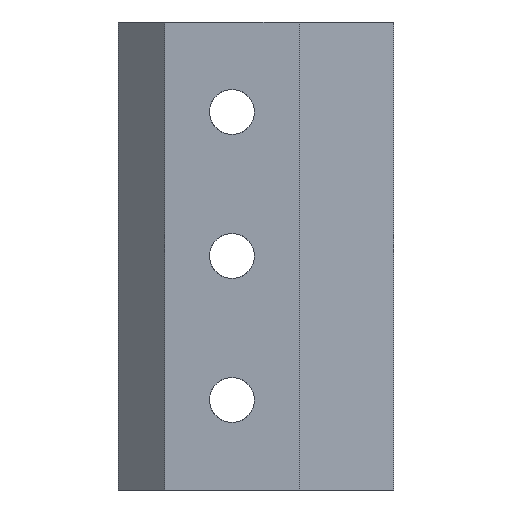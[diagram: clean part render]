
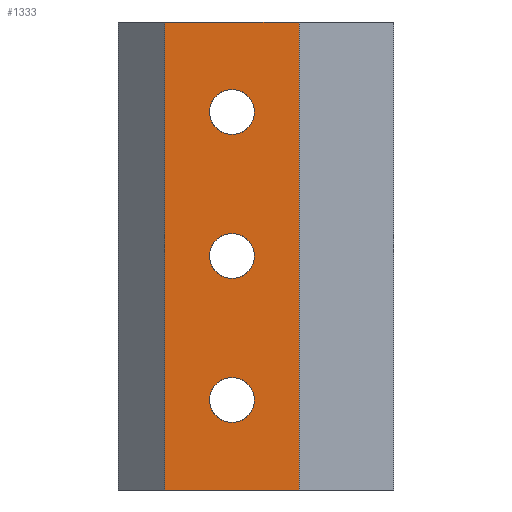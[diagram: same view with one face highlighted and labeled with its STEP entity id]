
A CAD part, front view. The second image highlights one B-rep face of the part: STEP entity #1333.
In plain terms, the highlighted planar face has unit normal (0, -1, 0).
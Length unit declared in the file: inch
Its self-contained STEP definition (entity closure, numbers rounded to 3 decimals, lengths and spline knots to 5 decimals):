
#6 = CIRCLE ( 'NONE', #540, 0.07813 ) ;
#19 = ORIENTED_EDGE ( 'NONE', *, *, #1316, .T. ) ;
#38 = CARTESIAN_POINT ( 'NONE',  ( 0., -0.5625, 0.3125 ) ) ;
#41 = EDGE_CURVE ( 'NONE', #1589, #1615, #468, .T. ) ;
#42 = DIRECTION ( 'NONE',  ( 0., 1., 0. ) ) ;
#46 = DIRECTION ( 'NONE',  ( 0., 1., 0. ) ) ;
#106 = DIRECTION ( 'NONE',  ( 0., 1., 0. ) ) ;
#132 = CARTESIAN_POINT ( 'NONE',  ( 0., -0.5625, 0.8125 ) ) ;
#160 = CARTESIAN_POINT ( 'NONE',  ( 0., -0.5625, 0.8125 ) ) ;
#170 = ORIENTED_EDGE ( 'NONE', *, *, #566, .F. ) ;
#171 = DIRECTION ( 'NONE',  ( 0., 1., 0. ) ) ;
#185 = LINE ( 'NONE', #836, #1473 ) ;
#223 = DIRECTION ( 'NONE',  ( -1., 0., 0. ) ) ;
#224 = DIRECTION ( 'NONE',  ( 1., 0., 0. ) ) ;
#226 = CARTESIAN_POINT ( 'NONE',  ( 0.233, -0.5625, 0. ) ) ;
#256 = EDGE_CURVE ( 'NONE', #1630, #1028, #1175, .T. ) ;
#257 = CARTESIAN_POINT ( 'NONE',  ( 0., -0.5625, 1.23438 ) ) ;
#264 = FACE_BOUND ( 'NONE', #1618, .T. ) ;
#296 = DIRECTION ( 'NONE',  ( 0., 0., 1. ) ) ;
#303 = CARTESIAN_POINT ( 'NONE',  ( -0.233, -0.5625, 1.62504 ) ) ;
#328 = DIRECTION ( 'NONE',  ( 0., 0., -1. ) ) ;
#372 = CARTESIAN_POINT ( 'NONE',  ( -0.5625, -0.5625, 1.125 ) ) ;
#394 = CARTESIAN_POINT ( 'NONE',  ( -0.233, -0.5625, 0. ) ) ;
#403 = EDGE_LOOP ( 'NONE', ( #850, #1656, #170, #486 ) ) ;
#435 = DIRECTION ( 'NONE',  ( 0., 0., 1. ) ) ;
#446 = VERTEX_POINT ( 'NONE', #770 ) ;
#448 = VECTOR ( 'NONE', #328, 39.37008 ) ;
#468 = LINE ( 'NONE', #1510, #1543 ) ;
#479 = CARTESIAN_POINT ( 'NONE',  ( 0.233, -0.5625, 1.625 ) ) ;
#486 = ORIENTED_EDGE ( 'NONE', *, *, #1133, .F. ) ;
#540 = AXIS2_PLACEMENT_3D ( 'NONE', #132, #1103, #1821 ) ;
#553 = DIRECTION ( 'NONE',  ( 0., 0., -1. ) ) ;
#558 = FACE_OUTER_BOUND ( 'NONE', #403, .T. ) ;
#566 = EDGE_CURVE ( 'NONE', #1022, #1615, #185, .T. ) ;
#605 = LINE ( 'NONE', #650, #1833 ) ;
#614 = AXIS2_PLACEMENT_3D ( 'NONE', #38, #46, #296 ) ;
#641 = FACE_BOUND ( 'NONE', #1069, .T. ) ;
#650 = CARTESIAN_POINT ( 'NONE',  ( -0.5625, -0.5625, 1.625 ) ) ;
#669 = PLANE ( 'NONE',  #1399 ) ;
#692 = CIRCLE ( 'NONE', #1168, 0.07813 ) ;
#724 = EDGE_CURVE ( 'NONE', #446, #1589, #871, .T. ) ;
#745 = DIRECTION ( 'NONE',  ( 0., 0., 1. ) ) ;
#765 = EDGE_CURVE ( 'NONE', #1832, #776, #1652, .T. ) ;
#770 = CARTESIAN_POINT ( 'NONE',  ( -0.233, -0.5625, 1.625 ) ) ;
#776 = VERTEX_POINT ( 'NONE', #1021 ) ;
#784 = EDGE_CURVE ( 'NONE', #776, #1832, #1708, .T. ) ;
#836 = CARTESIAN_POINT ( 'NONE',  ( 0.233, -0.5625, 1.62504 ) ) ;
#845 = CIRCLE ( 'NONE', #1144, 0.07813 ) ;
#848 = ORIENTED_EDGE ( 'NONE', *, *, #784, .T. ) ;
#850 = ORIENTED_EDGE ( 'NONE', *, *, #724, .T. ) ;
#862 = DIRECTION ( 'NONE',  ( 0., 1., 0. ) ) ;
#871 = LINE ( 'NONE', #303, #448 ) ;
#908 = ORIENTED_EDGE ( 'NONE', *, *, #765, .T. ) ;
#988 = AXIS2_PLACEMENT_3D ( 'NONE', #1753, #42, #745 ) ;
#1021 = CARTESIAN_POINT ( 'NONE',  ( 0., -0.5625, 1.39063 ) ) ;
#1022 = VERTEX_POINT ( 'NONE', #479 ) ;
#1028 = VERTEX_POINT ( 'NONE', #1475 ) ;
#1069 = EDGE_LOOP ( 'NONE', ( #1325, #1187 ) ) ;
#1084 = CARTESIAN_POINT ( 'NONE',  ( 0., -0.5625, 0.39063 ) ) ;
#1088 = CARTESIAN_POINT ( 'NONE',  ( 0., -0.5625, 0.3125 ) ) ;
#1103 = DIRECTION ( 'NONE',  ( 0., 1., 0. ) ) ;
#1133 = EDGE_CURVE ( 'NONE', #446, #1022, #605, .T. ) ;
#1144 = AXIS2_PLACEMENT_3D ( 'NONE', #1088, #106, #1668 ) ;
#1146 = CARTESIAN_POINT ( 'NONE',  ( 0., -0.5625, 0.73438 ) ) ;
#1167 = CARTESIAN_POINT ( 'NONE',  ( 0., -0.5625, 1.3125 ) ) ;
#1168 = AXIS2_PLACEMENT_3D ( 'NONE', #160, #862, #435 ) ;
#1175 = CIRCLE ( 'NONE', #614, 0.07813 ) ;
#1187 = ORIENTED_EDGE ( 'NONE', *, *, #1794, .T. ) ;
#1302 = EDGE_LOOP ( 'NONE', ( #1358, #19 ) ) ;
#1314 = FACE_BOUND ( 'NONE', #1302, .T. ) ;
#1316 = EDGE_CURVE ( 'NONE', #1028, #1630, #845, .T. ) ;
#1325 = ORIENTED_EDGE ( 'NONE', *, *, #1468, .T. ) ;
#1333 = ADVANCED_FACE ( 'NONE', ( #641, #264, #1314, #558 ), #669, .F. ) ;
#1358 = ORIENTED_EDGE ( 'NONE', *, *, #256, .T. ) ;
#1399 = AXIS2_PLACEMENT_3D ( 'NONE', #372, #1664, #223 ) ;
#1468 = EDGE_CURVE ( 'NONE', #1578, #1498, #692, .T. ) ;
#1473 = VECTOR ( 'NONE', #553, 39.37008 ) ;
#1475 = CARTESIAN_POINT ( 'NONE',  ( 0., -0.5625, 0.23438 ) ) ;
#1498 = VERTEX_POINT ( 'NONE', #1146 ) ;
#1499 = DIRECTION ( 'NONE',  ( 1., 0., 0. ) ) ;
#1510 = CARTESIAN_POINT ( 'NONE',  ( -0.5625, -0.5625, 0. ) ) ;
#1543 = VECTOR ( 'NONE', #1499, 39.37008 ) ;
#1578 = VERTEX_POINT ( 'NONE', #1739 ) ;
#1589 = VERTEX_POINT ( 'NONE', #394 ) ;
#1615 = VERTEX_POINT ( 'NONE', #226 ) ;
#1618 = EDGE_LOOP ( 'NONE', ( #848, #908 ) ) ;
#1622 = DIRECTION ( 'NONE',  ( 0., 0., 1. ) ) ;
#1630 = VERTEX_POINT ( 'NONE', #1084 ) ;
#1652 = CIRCLE ( 'NONE', #988, 0.07813 ) ;
#1656 = ORIENTED_EDGE ( 'NONE', *, *, #41, .T. ) ;
#1664 = DIRECTION ( 'NONE',  ( 0., 1., 0. ) ) ;
#1668 = DIRECTION ( 'NONE',  ( 0., 0., 1. ) ) ;
#1708 = CIRCLE ( 'NONE', #1828, 0.07813 ) ;
#1739 = CARTESIAN_POINT ( 'NONE',  ( 0., -0.5625, 0.89063 ) ) ;
#1753 = CARTESIAN_POINT ( 'NONE',  ( 0., -0.5625, 1.3125 ) ) ;
#1794 = EDGE_CURVE ( 'NONE', #1498, #1578, #6, .T. ) ;
#1821 = DIRECTION ( 'NONE',  ( 0., 0., 1. ) ) ;
#1828 = AXIS2_PLACEMENT_3D ( 'NONE', #1167, #171, #1622 ) ;
#1832 = VERTEX_POINT ( 'NONE', #257 ) ;
#1833 = VECTOR ( 'NONE', #224, 39.37008 ) ;
